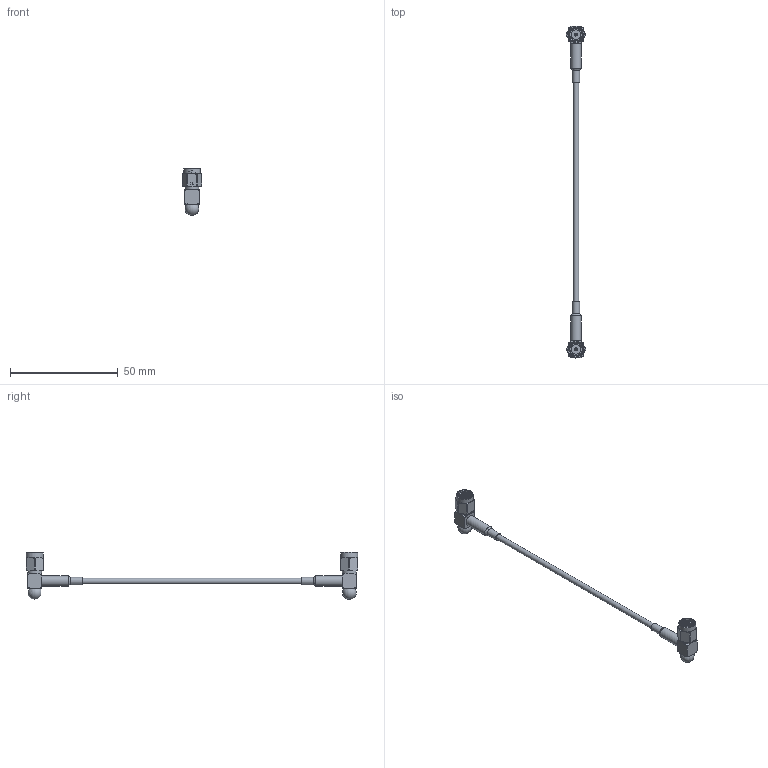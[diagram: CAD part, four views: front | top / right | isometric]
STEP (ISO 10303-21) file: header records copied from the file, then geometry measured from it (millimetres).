
FILE_DESCRIPTION(/* description */ ('Unknown'),/* implementation_level */ '2;1');
FILE_NAME(/* name */ '655015105xxx01',/* time_stamp */ '2020-01-09T08:45:43+01:00',/* author */ ('Unknown'),/* organization */ ('Unknown'),/* preprocessor_version */ 'ST-DEVELOPER v16.7',/* originating_system */ 'DEX',/* authorisation */ $);
FILE_SCHEMA (('AUTOMOTIVE_DESIGN {1 0 10303 214 3 1 1}'));
Length unit declared in the file: millimetre
Products named in the file (1): 655015105xxx01
Bounding box: 9.09 x 153.8 x 21.78 mm (x, y, z)
Volume: 2306.2 mm3; surface area: 3999.6 mm2
Topology: 3 solids, 3 shells, 183 faces, 435 edges, 286 vertices
Faces by surface type: plane 92, cylinder 51, cone 24, torus 12, bspline 4
Full cylindrical faces by diameter (mm): 0.52 x2, 0.92 x2, 1.27 x2, 1.53 x2, 1.6 x4, 2.6 x1, 3.5 x2, 3.6 x2, 4.56 x4, 4.75 x4, 4.8 x2, 6.4 x4, 6.5 x2, 6.55 x10, 7 x2, 7.8 x2
Entity records: 6875 total; most frequent: CARTESIAN_POINT 2198, DIRECTION 692, ORIENTED_EDGE 600, AXIS2_PLACEMENT_3D 308, EDGE_CURVE 300, FACE_BOUND 288, EDGE_LOOP 284, VERTEX_POINT 232
